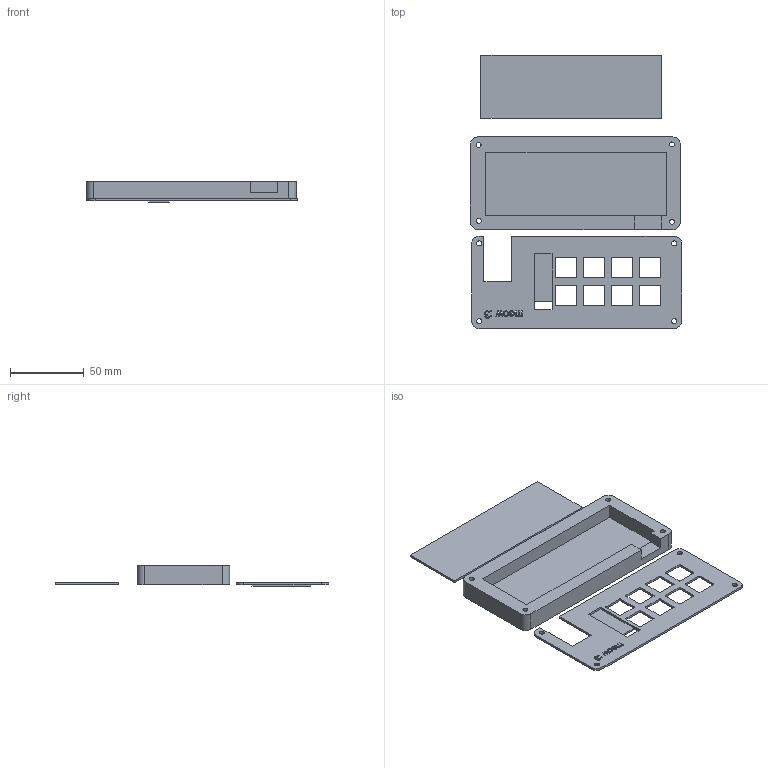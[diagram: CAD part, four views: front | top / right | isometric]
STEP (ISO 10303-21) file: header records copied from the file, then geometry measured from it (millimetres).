
FILE_DESCRIPTION(/* description */ (''),/* implementation_level */ '2;1');
FILE_NAME(/* name */ 'macropad-case.step',/* time_stamp */ '2025-11-30T07:55:10-08:00',/* author */ (''),/* organization */ (''),/* preprocessor_version */ 'ST-DEVELOPER v20.1',/* originating_system */ 'Autodesk Translation Framework v14.21.0.0',/* authorisation */ '');
FILE_SCHEMA (('AUTOMOTIVE_DESIGN { 1 0 10303 214 3 1 1 }'));
Length unit declared in the file: millimetre
Products named in the file (2): 2025-11-29-07-55-47-735; 2025-11-29-09-20-20-068
Assembly tree (1 placements, depth 2):
  2025-11-29-07-55-47-735
    2025-11-29-09-20-20-068
Bounding box: 143.33 x 185.62 x 14 mm (x, y, z)
Volume: 79341.9 mm3; surface area: 53084.7 mm2
Topology: 5 solids, 5 shells, 433 faces, 1210 edges, 806 vertices
Faces by surface type: bspline 208, plane 173, cylinder 52
Full cylindrical faces by diameter (mm): 3.4 x8, 6 x4
Entity records: 16121 total; most frequent: CARTESIAN_POINT 6140, ORIENTED_EDGE 2420, DIRECTION 1356, EDGE_CURVE 1210, VERTEX_POINT 806, LINE 690, VECTOR 690, EDGE_LOOP 500
